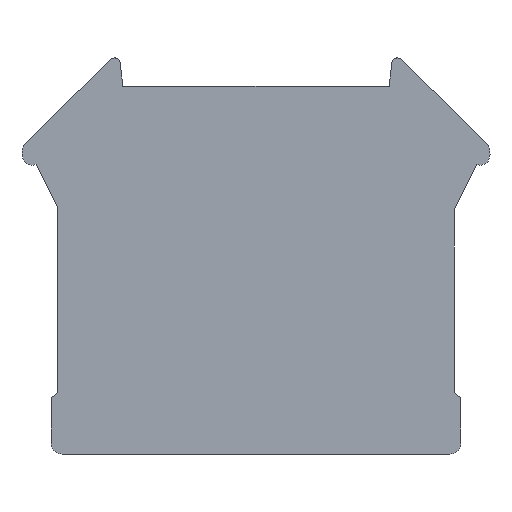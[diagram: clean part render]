
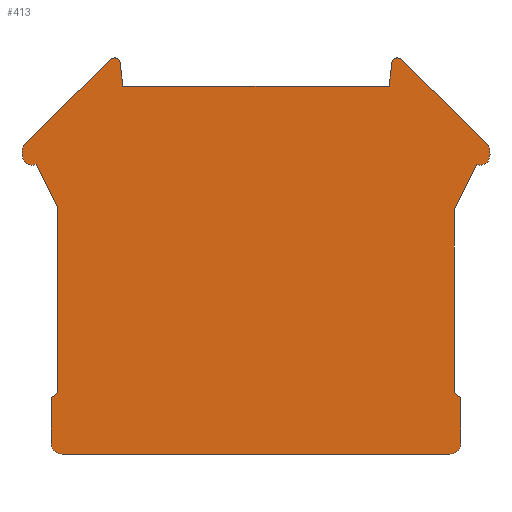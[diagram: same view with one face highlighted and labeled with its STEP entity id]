
A CAD part, left-side view. The second image highlights one B-rep face of the part: STEP entity #413.
In plain terms, the highlighted planar face has unit normal (-1, 0, 0).
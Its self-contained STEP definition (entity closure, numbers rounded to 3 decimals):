
#222=CARTESIAN_POINT('',(-1.8,0.,21.581));
#223=DIRECTION('',(0.,1.,0.));
#224=DIRECTION('',(1.,0.,0.));
#225=AXIS2_PLACEMENT_3D('',#222,#224,#223);
#226=PLANE('',#225);
#227=CARTESIAN_POINT('',(-1.8,-18.1,22.308));
#228=VERTEX_POINT('',#227);
#229=CARTESIAN_POINT('',(-1.8,-18.1,5.6));
#230=VERTEX_POINT('',#229);
#231=CARTESIAN_POINT('',(-1.8,-18.1,22.308));
#232=DIRECTION('',(0.,0.,-1.));
#233=VECTOR('',#232,16.708);
#234=LINE('',#231,#233);
#235=EDGE_CURVE('',#228,#230,#234,.T.);
#236=ORIENTED_EDGE('E23',*,*,#235,.T.);
#237=CARTESIAN_POINT('',(-1.8,-18.7,5.148));
#238=VERTEX_POINT('',#237);
#239=CARTESIAN_POINT('',(-1.8,-18.1,5.6));
#240=DIRECTION('',(0.,-0.799,-0.602));
#241=VECTOR('',#240,0.751);
#242=LINE('',#239,#241);
#243=EDGE_CURVE('',#230,#238,#242,.T.);
#244=ORIENTED_EDGE('E24',*,*,#243,.T.);
#245=CARTESIAN_POINT('',(-1.8,-18.7,1.));
#246=VERTEX_POINT('',#245);
#247=CARTESIAN_POINT('',(-1.8,-18.7,5.148));
#248=DIRECTION('',(0.,0.,-1.));
#249=VECTOR('',#248,4.148);
#250=LINE('',#247,#249);
#251=EDGE_CURVE('',#238,#246,#250,.T.);
#252=ORIENTED_EDGE('E25',*,*,#251,.T.);
#253=CARTESIAN_POINT('',(-1.8,-17.7,0.));
#254=VERTEX_POINT('',#253);
#255=CARTESIAN_POINT('',(-1.8,-17.7,1.));
#256=DIRECTION('',(0.,-1.,0.));
#257=DIRECTION('',(1.,-0.,0.));
#258=AXIS2_PLACEMENT_3D('',#255,#257,#256);
#259=CIRCLE('',#258,1.);
#260=EDGE_CURVE('',#246,#254,#259,.T.);
#261=ORIENTED_EDGE('E26',*,*,#260,.T.);
#262=CARTESIAN_POINT('',(-1.8,17.7,0.));
#263=VERTEX_POINT('',#262);
#264=CARTESIAN_POINT('',(-1.8,-17.7,0.));
#265=DIRECTION('',(0.,1.,0.));
#266=VECTOR('',#265,35.4);
#267=LINE('',#264,#266);
#268=EDGE_CURVE('',#254,#263,#267,.T.);
#269=ORIENTED_EDGE('E27',*,*,#268,.T.);
#270=CARTESIAN_POINT('',(-1.8,18.7,1.));
#271=VERTEX_POINT('',#270);
#272=CARTESIAN_POINT('',(-1.8,17.7,1.));
#273=DIRECTION('',(0.,0.,-1.));
#274=DIRECTION('',(1.,0.,-0.));
#275=AXIS2_PLACEMENT_3D('',#272,#274,#273);
#276=CIRCLE('',#275,1.);
#277=EDGE_CURVE('',#263,#271,#276,.T.);
#278=ORIENTED_EDGE('E28',*,*,#277,.T.);
#279=CARTESIAN_POINT('',(-1.8,18.7,5.148));
#280=VERTEX_POINT('',#279);
#281=CARTESIAN_POINT('',(-1.8,18.7,1.));
#282=DIRECTION('',(0.,0.,1.));
#283=VECTOR('',#282,4.148);
#284=LINE('',#281,#283);
#285=EDGE_CURVE('',#271,#280,#284,.T.);
#286=ORIENTED_EDGE('E29',*,*,#285,.T.);
#287=CARTESIAN_POINT('',(-1.8,18.1,5.6));
#288=VERTEX_POINT('',#287);
#289=CARTESIAN_POINT('',(-1.8,18.7,5.148));
#290=DIRECTION('',(0.,-0.799,0.602));
#291=VECTOR('',#290,0.751);
#292=LINE('',#289,#291);
#293=EDGE_CURVE('',#280,#288,#292,.T.);
#294=ORIENTED_EDGE('E30',*,*,#293,.T.);
#295=CARTESIAN_POINT('',(-1.8,18.1,22.548));
#296=VERTEX_POINT('',#295);
#297=CARTESIAN_POINT('',(-1.8,18.1,5.6));
#298=DIRECTION('',(0.,0.,1.));
#299=VECTOR('',#298,16.948);
#300=LINE('',#297,#299);
#301=EDGE_CURVE('',#288,#296,#300,.T.);
#302=ORIENTED_EDGE('E31',*,*,#301,.T.);
#303=CARTESIAN_POINT('',(-1.8,20.063,26.483));
#304=VERTEX_POINT('',#303);
#305=CARTESIAN_POINT('',(-1.8,18.1,22.548));
#306=DIRECTION('',(0.,0.446,0.895));
#307=VECTOR('',#306,4.398);
#308=LINE('',#305,#307);
#309=EDGE_CURVE('',#296,#304,#308,.T.);
#310=ORIENTED_EDGE('E32',*,*,#309,.T.);
#311=CARTESIAN_POINT('',(-1.8,21.265,26.886));
#312=VERTEX_POINT('',#311);
#313=CARTESIAN_POINT('',(-1.8,20.463,27.284));
#314=DIRECTION('',(0.,-0.446,-0.895));
#315=DIRECTION('',(1.,0.,0.));
#316=AXIS2_PLACEMENT_3D('',#313,#315,#314);
#317=CIRCLE('',#316,0.895);
#318=EDGE_CURVE('',#304,#312,#317,.T.);
#319=ORIENTED_EDGE('E33',*,*,#318,.T.);
#320=CARTESIAN_POINT('',(-1.8,21.054,28.39));
#321=VERTEX_POINT('',#320);
#322=CARTESIAN_POINT('',(-1.8,19.817,27.449));
#323=DIRECTION('',(0.,0.932,-0.363));
#324=DIRECTION('',(1.,0.,0.));
#325=AXIS2_PLACEMENT_3D('',#322,#324,#323);
#326=CIRCLE('',#325,1.553);
#327=EDGE_CURVE('',#312,#321,#326,.T.);
#328=ORIENTED_EDGE('E34',*,*,#327,.T.);
#329=CARTESIAN_POINT('',(-1.8,13.261,36.038));
#330=VERTEX_POINT('',#329);
#331=CARTESIAN_POINT('',(-1.8,21.054,28.39));
#332=DIRECTION('',(0.,-0.714,0.7));
#333=VECTOR('',#332,10.918);
#334=LINE('',#331,#333);
#335=EDGE_CURVE('',#321,#330,#334,.T.);
#336=ORIENTED_EDGE('E35',*,*,#335,.T.);
#337=CARTESIAN_POINT('',(-1.8,12.415,35.742));
#338=VERTEX_POINT('',#337);
#339=CARTESIAN_POINT('',(-1.8,12.911,35.681));
#340=DIRECTION('',(0.,0.7,0.714));
#341=DIRECTION('',(1.,0.,0.));
#342=AXIS2_PLACEMENT_3D('',#339,#341,#340);
#343=CIRCLE('',#342,0.5);
#344=EDGE_CURVE('',#330,#338,#343,.T.);
#345=ORIENTED_EDGE('E36',*,*,#344,.T.);
#346=CARTESIAN_POINT('',(-1.8,12.152,33.6));
#347=VERTEX_POINT('',#346);
#348=CARTESIAN_POINT('',(-1.8,12.415,35.742));
#349=DIRECTION('',(0.,-0.122,-0.993));
#350=VECTOR('',#349,2.158);
#351=LINE('',#348,#350);
#352=EDGE_CURVE('',#338,#347,#351,.T.);
#353=ORIENTED_EDGE('E37',*,*,#352,.T.);
#354=CARTESIAN_POINT('',(-1.8,-12.152,33.6));
#355=VERTEX_POINT('',#354);
#356=CARTESIAN_POINT('',(-1.8,12.152,33.6));
#357=DIRECTION('',(0.,-1.,0.));
#358=VECTOR('',#357,24.303);
#359=LINE('',#356,#358);
#360=EDGE_CURVE('',#347,#355,#359,.T.);
#361=ORIENTED_EDGE('E38',*,*,#360,.T.);
#362=CARTESIAN_POINT('',(-1.8,-12.415,35.742));
#363=VERTEX_POINT('',#362);
#364=CARTESIAN_POINT('',(-1.8,-12.152,33.6));
#365=DIRECTION('',(0.,-0.122,0.993));
#366=VECTOR('',#365,2.158);
#367=LINE('',#364,#366);
#368=EDGE_CURVE('',#355,#363,#367,.T.);
#369=ORIENTED_EDGE('E39',*,*,#368,.T.);
#370=CARTESIAN_POINT('',(-1.8,-13.261,36.038));
#371=VERTEX_POINT('',#370);
#372=CARTESIAN_POINT('',(-1.8,-12.911,35.681));
#373=DIRECTION('',(0.,0.993,0.122));
#374=DIRECTION('',(1.,0.,0.));
#375=AXIS2_PLACEMENT_3D('',#372,#374,#373);
#376=CIRCLE('',#375,0.5);
#377=EDGE_CURVE('',#363,#371,#376,.T.);
#378=ORIENTED_EDGE('E40',*,*,#377,.T.);
#379=CARTESIAN_POINT('',(-1.8,-21.054,28.39));
#380=VERTEX_POINT('',#379);
#381=CARTESIAN_POINT('',(-1.8,-13.261,36.038));
#382=DIRECTION('',(0.,-0.714,-0.7));
#383=VECTOR('',#382,10.918);
#384=LINE('',#381,#383);
#385=EDGE_CURVE('',#371,#380,#384,.T.);
#386=ORIENTED_EDGE('E41',*,*,#385,.T.);
#387=CARTESIAN_POINT('',(-1.8,-21.265,26.886));
#388=VERTEX_POINT('',#387);
#389=CARTESIAN_POINT('',(-1.8,-19.817,27.449));
#390=DIRECTION('',(0.,-0.796,0.606));
#391=DIRECTION('',(1.,0.,0.));
#392=AXIS2_PLACEMENT_3D('',#389,#391,#390);
#393=CIRCLE('',#392,1.553);
#394=EDGE_CURVE('',#380,#388,#393,.T.);
#395=ORIENTED_EDGE('E42',*,*,#394,.T.);
#396=CARTESIAN_POINT('',(-1.8,-20.163,26.441));
#397=VERTEX_POINT('',#396);
#398=CARTESIAN_POINT('',(-1.8,-20.463,27.284));
#399=DIRECTION('',(0.,-0.896,-0.445));
#400=DIRECTION('',(1.,0.,0.));
#401=AXIS2_PLACEMENT_3D('',#398,#400,#399);
#402=CIRCLE('',#401,0.895);
#403=EDGE_CURVE('',#388,#397,#402,.T.);
#404=ORIENTED_EDGE('E43',*,*,#403,.T.);
#405=CARTESIAN_POINT('',(-1.8,-20.163,26.441));
#406=DIRECTION('',(0.,0.447,-0.895));
#407=VECTOR('',#406,4.619);
#408=LINE('',#405,#407);
#409=EDGE_CURVE('',#397,#228,#408,.T.);
#410=ORIENTED_EDGE('E44',*,*,#409,.T.);
#411=EDGE_LOOP('',(#236,#244,#252,#261,#269,#278,#286,#294,#302,#310,#319,#328,#336,#345,#353,#361,#369,#378,#386,#395,#404,#410));
#412=FACE_OUTER_BOUND('',#411,.F.);
#413=ADVANCED_FACE('F2',(#412),#226,.F.);
